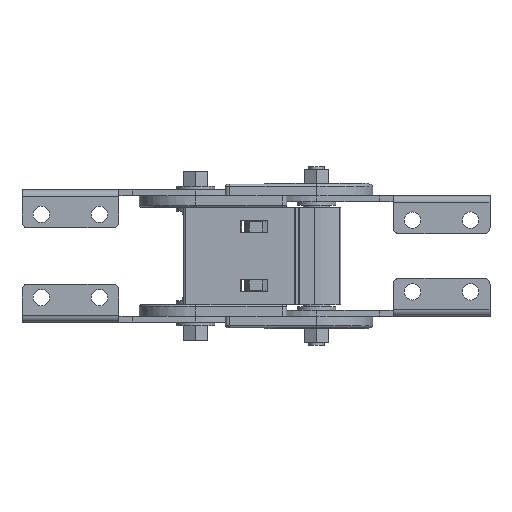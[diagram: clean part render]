
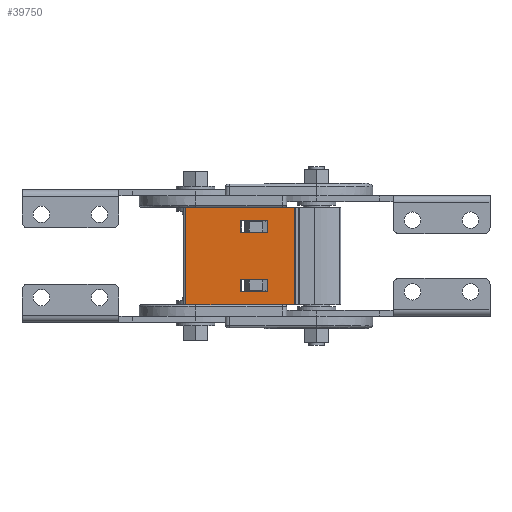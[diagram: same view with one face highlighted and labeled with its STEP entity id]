
A CAD part, front view. The second image highlights one B-rep face of the part: STEP entity #39750.
In plain terms, the highlighted planar face has unit normal (0, -1, -0.009).
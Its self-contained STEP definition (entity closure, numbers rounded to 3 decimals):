
#148 = EDGE_CURVE ( 'NONE', #31224, #16657, #39644, .T. ) ;
#1327 = LINE ( 'NONE', #8396, #26260 ) ;
#2255 = DIRECTION ( 'NONE',  ( -1., 0., 0. ) ) ;
#2680 = CARTESIAN_POINT ( 'NONE',  ( -80.82, 143.094, 84.909 ) ) ;
#2738 = EDGE_CURVE ( 'NONE', #16325, #7486, #27435, .T. ) ;
#3460 = VERTEX_POINT ( 'NONE', #5291 ) ;
#3513 = EDGE_LOOP ( 'NONE', ( #36507, #21477, #32333, #41364 ) ) ;
#4648 = DIRECTION ( 'NONE',  ( 0., 0.009, -1. ) ) ;
#4952 = EDGE_LOOP ( 'NONE', ( #25231, #29752, #9294, #5051 ) ) ;
#5051 = ORIENTED_EDGE ( 'NONE', *, *, #25126, .F. ) ;
#5112 = CARTESIAN_POINT ( 'NONE',  ( -77.82, 143.208, 71.86 ) ) ;
#5291 = CARTESIAN_POINT ( 'NONE',  ( -77.82, 143.153, 78.16 ) ) ;
#5494 = DIRECTION ( 'NONE',  ( 0., -0.009, 1. ) ) ;
#5839 = VECTOR ( 'NONE', #2255, 1000. ) ;
#6552 = VERTEX_POINT ( 'NONE', #29502 ) ;
#6568 = VERTEX_POINT ( 'NONE', #10536 ) ;
#7486 = VERTEX_POINT ( 'NONE', #30863 ) ;
#7649 = LINE ( 'NONE', #15995, #40508 ) ;
#8241 = CARTESIAN_POINT ( 'NONE',  ( -63.82, 143.208, 71.86 ) ) ;
#8396 = CARTESIAN_POINT ( 'NONE',  ( -77.82, 143.418, 47.84 ) ) ;
#8557 = CARTESIAN_POINT ( 'NONE',  ( -77.82, 143.208, 71.86 ) ) ;
#9035 = EDGE_CURVE ( 'NONE', #6552, #6568, #7649, .T. ) ;
#9100 = DIRECTION ( 'NONE',  ( -1., 0., 0. ) ) ;
#9294 = ORIENTED_EDGE ( 'NONE', *, *, #12527, .T. ) ;
#9302 = AXIS2_PLACEMENT_3D ( 'NONE', #26752, #14335, #23816 ) ;
#9323 = DIRECTION ( 'NONE',  ( -1., 0., 0. ) ) ;
#10277 = DIRECTION ( 'NONE',  ( 1., 0., 0. ) ) ;
#10536 = CARTESIAN_POINT ( 'NONE',  ( -77.82, 143.418, 47.84 ) ) ;
#10887 = PLANE ( 'NONE',  #9302 ) ;
#11585 = EDGE_CURVE ( 'NONE', #31318, #3460, #32317, .T. ) ;
#11603 = CARTESIAN_POINT ( 'NONE',  ( -63.82, 143.153, 78.16 ) ) ;
#12218 = VECTOR ( 'NONE', #14641, 1000. ) ;
#12527 = EDGE_CURVE ( 'NONE', #16786, #21171, #25165, .T. ) ;
#12648 = VERTEX_POINT ( 'NONE', #39342 ) ;
#13095 = EDGE_CURVE ( 'NONE', #12648, #20744, #17557, .T. ) ;
#13167 = ORIENTED_EDGE ( 'NONE', *, *, #2738, .F. ) ;
#13276 = VECTOR ( 'NONE', #5494, 1000. ) ;
#14335 = DIRECTION ( 'NONE',  ( 0., 1., 0.009 ) ) ;
#14641 = DIRECTION ( 'NONE',  ( 0., 0.009, -1. ) ) ;
#14809 = DIRECTION ( 'NONE',  ( 1., 0., 0. ) ) ;
#14959 = CARTESIAN_POINT ( 'NONE',  ( -77.82, 143.153, 78.16 ) ) ;
#15333 = LINE ( 'NONE', #36756, #5839 ) ;
#15995 = CARTESIAN_POINT ( 'NONE',  ( -77.82, 143.418, 47.84 ) ) ;
#16325 = VERTEX_POINT ( 'NONE', #17136 ) ;
#16657 = VERTEX_POINT ( 'NONE', #17185 ) ;
#16786 = VERTEX_POINT ( 'NONE', #20661 ) ;
#17136 = CARTESIAN_POINT ( 'NONE',  ( -77.82, 143.473, 41.541 ) ) ;
#17185 = CARTESIAN_POINT ( 'NONE',  ( -63.82, 143.208, 71.86 ) ) ;
#17557 = LINE ( 'NONE', #17810, #38427 ) ;
#17810 = CARTESIAN_POINT ( 'NONE',  ( -49.6, 142.383, 166.405 ) ) ;
#18964 = VECTOR ( 'NONE', #10277, 1000. ) ;
#19081 = ORIENTED_EDGE ( 'NONE', *, *, #34925, .F. ) ;
#19515 = EDGE_LOOP ( 'NONE', ( #20793, #19081, #13167, #33409 ) ) ;
#19522 = FACE_OUTER_BOUND ( 'NONE', #4952, .T. ) ;
#19761 = LINE ( 'NONE', #40131, #13276 ) ;
#20038 = CARTESIAN_POINT ( 'NONE',  ( -49.6, 143.531, 34.791 ) ) ;
#20242 = VECTOR ( 'NONE', #14809, 1000. ) ;
#20440 = EDGE_CURVE ( 'NONE', #6568, #16325, #1327, .T. ) ;
#20441 = CARTESIAN_POINT ( 'NONE',  ( -77.82, 143.473, 41.541 ) ) ;
#20661 = CARTESIAN_POINT ( 'NONE',  ( -105.8, 143.094, 84.909 ) ) ;
#20744 = VERTEX_POINT ( 'NONE', #20038 ) ;
#20793 = ORIENTED_EDGE ( 'NONE', *, *, #9035, .F. ) ;
#20958 = DIRECTION ( 'NONE',  ( 0., 0.009, -1. ) ) ;
#21092 = VECTOR ( 'NONE', #40884, 1000. ) ;
#21171 = VERTEX_POINT ( 'NONE', #38158 ) ;
#21477 = ORIENTED_EDGE ( 'NONE', *, *, #11585, .T. ) ;
#23816 = DIRECTION ( 'NONE',  ( 0., 0.009, -1. ) ) ;
#24518 = FACE_BOUND ( 'NONE', #19515, .T. ) ;
#25126 = EDGE_CURVE ( 'NONE', #20744, #21171, #29573, .T. ) ;
#25165 = LINE ( 'NONE', #40020, #37085 ) ;
#25231 = ORIENTED_EDGE ( 'NONE', *, *, #13095, .F. ) ;
#25841 = VECTOR ( 'NONE', #30193, 1000. ) ;
#26260 = VECTOR ( 'NONE', #4648, 1000. ) ;
#26752 = CARTESIAN_POINT ( 'NONE',  ( -80.82, 143.095, 84.789 ) ) ;
#27435 = LINE ( 'NONE', #20441, #18964 ) ;
#28265 = CARTESIAN_POINT ( 'NONE',  ( -80.82, 143.531, 34.791 ) ) ;
#28496 = FACE_BOUND ( 'NONE', #3513, .T. ) ;
#29058 = VECTOR ( 'NONE', #9100, 1000. ) ;
#29259 = LINE ( 'NONE', #14959, #20242 ) ;
#29502 = CARTESIAN_POINT ( 'NONE',  ( -63.82, 143.418, 47.84 ) ) ;
#29573 = LINE ( 'NONE', #28265, #21092 ) ;
#29752 = ORIENTED_EDGE ( 'NONE', *, *, #39322, .T. ) ;
#30193 = DIRECTION ( 'NONE',  ( 0., -0.009, 1. ) ) ;
#30749 = EDGE_CURVE ( 'NONE', #3460, #31224, #29259, .T. ) ;
#30863 = CARTESIAN_POINT ( 'NONE',  ( -63.82, 143.473, 41.541 ) ) ;
#31224 = VERTEX_POINT ( 'NONE', #11603 ) ;
#31318 = VERTEX_POINT ( 'NONE', #8557 ) ;
#32317 = LINE ( 'NONE', #5112, #25841 ) ;
#32333 = ORIENTED_EDGE ( 'NONE', *, *, #30749, .T. ) ;
#33409 = ORIENTED_EDGE ( 'NONE', *, *, #20440, .F. ) ;
#33924 = DIRECTION ( 'NONE',  ( 0., 0.009, -1. ) ) ;
#34913 = EDGE_CURVE ( 'NONE', #16657, #31318, #15333, .T. ) ;
#34925 = EDGE_CURVE ( 'NONE', #7486, #6552, #19761, .T. ) ;
#36507 = ORIENTED_EDGE ( 'NONE', *, *, #34913, .T. ) ;
#36756 = CARTESIAN_POINT ( 'NONE',  ( -77.82, 143.208, 71.86 ) ) ;
#37085 = VECTOR ( 'NONE', #20958, 1000. ) ;
#37471 = LINE ( 'NONE', #2680, #29058 ) ;
#38158 = CARTESIAN_POINT ( 'NONE',  ( -105.8, 143.531, 34.791 ) ) ;
#38427 = VECTOR ( 'NONE', #33924, 1000. ) ;
#39322 = EDGE_CURVE ( 'NONE', #12648, #16786, #37471, .T. ) ;
#39342 = CARTESIAN_POINT ( 'NONE',  ( -49.6, 143.094, 84.909 ) ) ;
#39644 = LINE ( 'NONE', #8241, #12218 ) ;
#39750 = ADVANCED_FACE ( 'NONE', ( #24518, #19522, #28496 ), #10887, .F. ) ;
#40020 = CARTESIAN_POINT ( 'NONE',  ( -105.8, 142.383, 166.405 ) ) ;
#40131 = CARTESIAN_POINT ( 'NONE',  ( -63.82, 143.418, 47.84 ) ) ;
#40508 = VECTOR ( 'NONE', #9323, 1000. ) ;
#40884 = DIRECTION ( 'NONE',  ( -1., 0., 0. ) ) ;
#41364 = ORIENTED_EDGE ( 'NONE', *, *, #148, .T. ) ;
